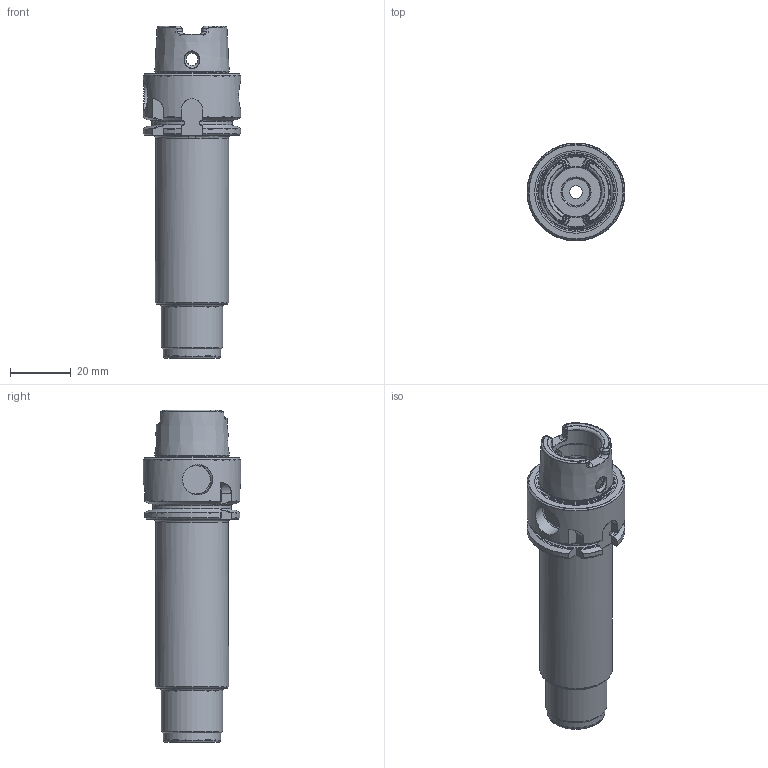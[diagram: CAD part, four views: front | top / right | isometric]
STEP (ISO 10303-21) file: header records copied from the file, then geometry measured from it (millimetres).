
FILE_DESCRIPTION(/* description */ (''),/* implementation_level */ '2;1');
FILE_NAME(/* name */ '553211650.stp',/* time_stamp */ '2021-06-01T08:13:39',/* author */ ('LRA'),/* organization */ ('REGO-FIX'),/* preprocessor_version */ ' Unknown',/* originating_system */ 'SIEMENS PLM Software Solid Edge ST10',/* authorization */ 'Unknown');
FILE_SCHEMA (('AUTOMOTIVE_DESIGN { 1 0 10303 214 2 1 1}'));
Length unit declared in the file: millimetre
Products named in the file (1): NOCUT
Bounding box: 32.3 x 32.3 x 109.5 mm (x, y, z)
Volume: 73167.4 mm3; surface area: 29539.1 mm2
Topology: 2 solids, 2 shells, 271 faces, 722 edges, 460 vertices
Faces by surface type: plane 95, cylinder 69, cone 56, torus 47, bspline 4
Full cylindrical faces by diameter (mm): 4 x4, 4.2 x2, 8.917 x2, 10 x4, 11 x4, 16.7 x2, 17 x2, 18.7 x1, 19 x1, 20 x2, 20.3 x1, 20.5 x2, 23.8 x1, 24.1 x1, 24.129 x1, 24.235 x1, 32 x1, 32.3 x1
Entity records: 10155 total; most frequent: CARTESIAN_POINT 2202, DIRECTION 1214, ORIENTED_EDGE 1196, EDGE_CURVE 598, AXIS2_PLACEMENT_3D 508, VERTEX_POINT 422, EDGE_LOOP 374, FACE_BOUND 374
